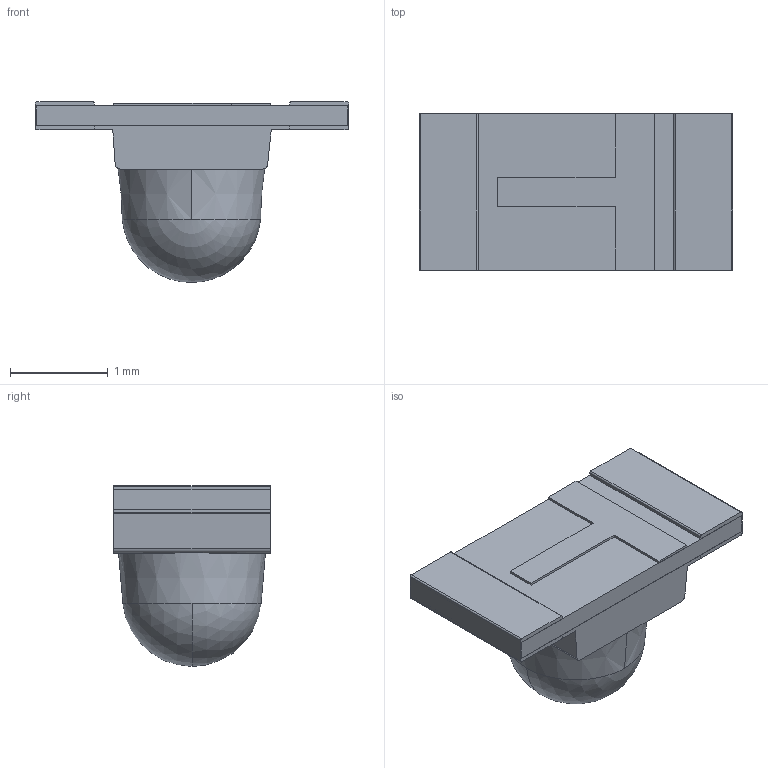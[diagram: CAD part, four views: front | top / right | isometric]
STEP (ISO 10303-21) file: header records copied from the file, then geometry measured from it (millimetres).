
FILE_DESCRIPTION (( 'STEP AP214' ),'1' );
FILE_NAME ('B15W1PT.STEP','2021-12-24T02:58:20',( '' ),( '' ),'SwSTEP 2.0','SolidWorks 2005074','' );
FILE_SCHEMA (( 'AUTOMOTIVE_DESIGN' ));
Length unit declared in the file: millimetre
Products named in the file (1): B15W1PT
Bounding box: 3.2 x 1.6 x 1.85 mm (x, y, z)
Volume: 3.9 mm3; surface area: 36.5 mm2
Topology: 5 solids, 5 shells, 63 faces, 160 edges, 107 vertices
Faces by surface type: plane 47, cylinder 12, sphere 2, cone 2
Entity records: 1569 total; most frequent: ORIENTED_EDGE 320, CARTESIAN_POINT 187, EDGE_CURVE 160, LINE 117, VERTEX_POINT 95, AXIS2_PLACEMENT_3D 84, EDGE_LOOP 63, ADVANCED_FACE 63
